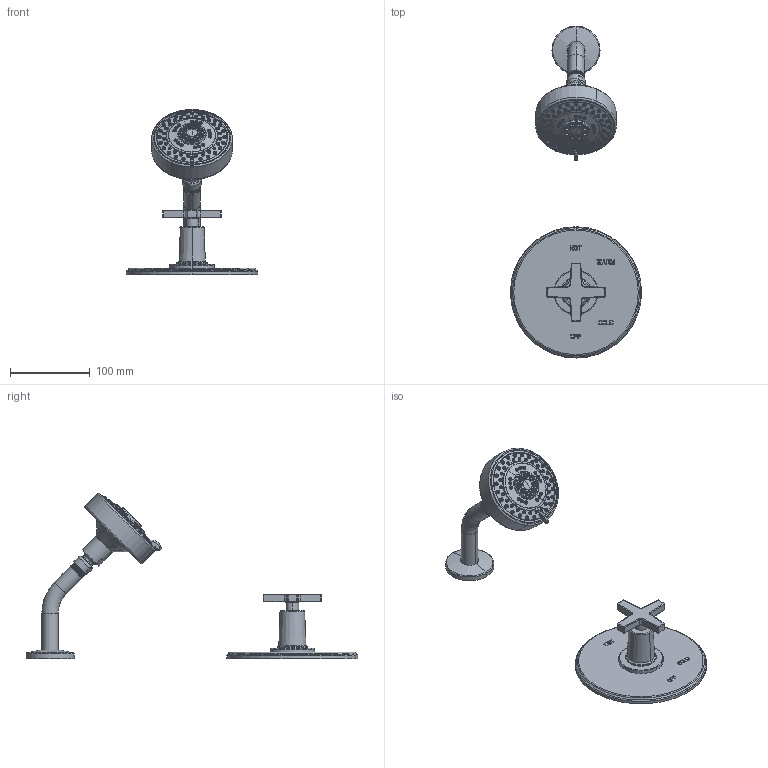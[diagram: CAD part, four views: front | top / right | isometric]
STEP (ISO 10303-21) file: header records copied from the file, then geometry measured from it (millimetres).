
FILE_DESCRIPTION((''),'2;1');
FILE_NAME('3-2984BP','2021-06-01T14:10:44',('jinson.thomas'),(''),'CREO PARAMETRIC BY PTC INC, 2018400','CREO PARAMETRIC BY PTC INC, 2018400','');
FILE_SCHEMA(('CONFIG_CONTROL_DESIGN'));
Length unit declared in the file: inch
Products named in the file (1): 3-2984BP
Bounding box: 165.1 x 417.58 x 207.64 mm (x, y, z)
Volume: 573805.4 mm3; surface area: 105647.9 mm2
Topology: 2 solids, 2 shells, 1479 faces, 3343 edges, 2041 vertices
Faces by surface type: plane 478, torus 345, cone 300, cylinder 238, bspline 96, sphere 22
Entity records: 58913 total; most frequent: CARTESIAN_POINT 26369, DIRECTION 6709, ORIENTED_EDGE 6682, EDGE_CURVE 3341, AXIS2_PLACEMENT_3D 2567, VERTEX_POINT 2041, EDGE_LOOP 1670, VECTOR 1575
